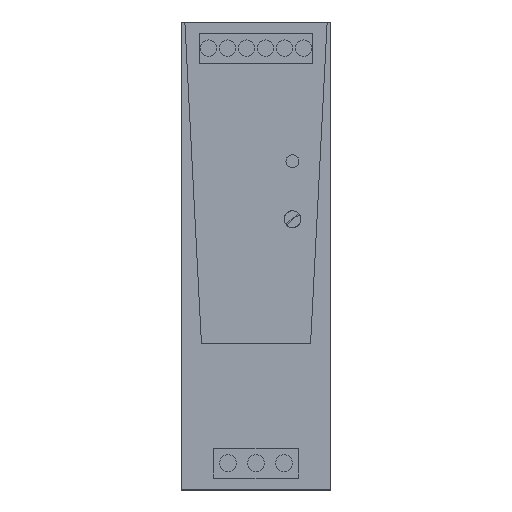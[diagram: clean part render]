
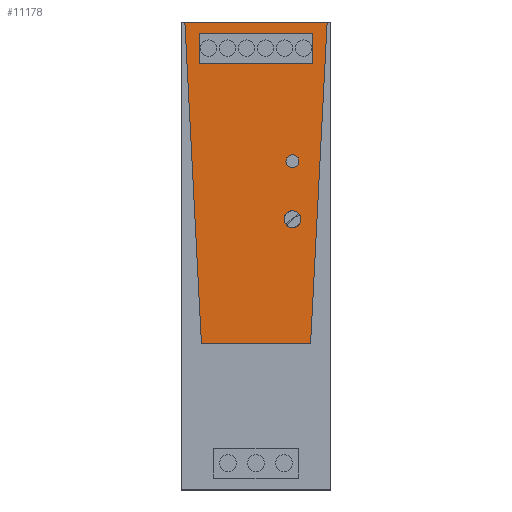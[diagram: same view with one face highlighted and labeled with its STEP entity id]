
A CAD part, top view. The second image highlights one B-rep face of the part: STEP entity #11178.
In plain terms, the highlighted planar face has unit normal (0, 0, 1).
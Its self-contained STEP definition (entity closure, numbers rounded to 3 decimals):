
#11072=AXIS2_PLACEMENT_3D('Plane Axis2P3D',#11069,#11070,#11071) ;
#11110=AXIS2_PLACEMENT_3D('Circle Axis2P3D',#11108,#11109,$) ;
#11119=AXIS2_PLACEMENT_3D('Circle Axis2P3D',#11117,#11118,$) ;
#11128=AXIS2_PLACEMENT_3D('Circle Axis2P3D',#11126,#11127,$) ;
#11137=AXIS2_PLACEMENT_3D('Circle Axis2P3D',#11135,#11136,$) ;
#11069=CARTESIAN_POINT('Axis2P3D Location',(20.,0.,109.)) ;
#11074=CARTESIAN_POINT('Line Origine',(20.,39.1,109.)) ;
#11078=CARTESIAN_POINT('Vertex',(5.4,39.1,109.)) ;
#11080=CARTESIAN_POINT('Vertex',(34.6,39.1,109.)) ;
#11083=CARTESIAN_POINT('Line Origine',(36.813,82.05,109.)) ;
#11087=CARTESIAN_POINT('Vertex',(39.026,125.,109.)) ;
#11090=CARTESIAN_POINT('Line Origine',(20.,125.,109.)) ;
#11094=CARTESIAN_POINT('Vertex',(0.974,125.,109.)) ;
#11097=CARTESIAN_POINT('Line Origine',(3.187,82.05,109.)) ;
#11108=CARTESIAN_POINT('Axis2P3D Location',(29.75,87.75,109.)) ;
#11112=CARTESIAN_POINT('Vertex',(31.5,87.75,109.)) ;
#11114=CARTESIAN_POINT('Vertex',(28.,87.75,109.)) ;
#11117=CARTESIAN_POINT('Axis2P3D Location',(29.75,87.75,109.)) ;
#11126=CARTESIAN_POINT('Axis2P3D Location',(29.75,72.25,109.)) ;
#11130=CARTESIAN_POINT('Vertex',(27.5,72.25,109.)) ;
#11132=CARTESIAN_POINT('Vertex',(32.,72.25,109.)) ;
#11135=CARTESIAN_POINT('Axis2P3D Location',(29.75,72.25,109.)) ;
#11144=CARTESIAN_POINT('Line Origine',(20.,122.,109.)) ;
#11148=CARTESIAN_POINT('Vertex',(35.24,122.,109.)) ;
#11150=CARTESIAN_POINT('Vertex',(4.76,122.,109.)) ;
#11153=CARTESIAN_POINT('Line Origine',(35.24,118.,109.)) ;
#11157=CARTESIAN_POINT('Vertex',(35.24,114.,109.)) ;
#11160=CARTESIAN_POINT('Line Origine',(20.,114.,109.)) ;
#11164=CARTESIAN_POINT('Vertex',(4.76,114.,109.)) ;
#11167=CARTESIAN_POINT('Line Origine',(4.76,118.,109.)) ;
#11070=DIRECTION('Axis2P3D Direction',(0.,0.,1.)) ;
#11071=DIRECTION('Axis2P3D XDirection',(1.,0.,0.)) ;
#11075=DIRECTION('Vector Direction',(1.,0.,0.)) ;
#11084=DIRECTION('Vector Direction',(-0.051,-0.999,0.)) ;
#11091=DIRECTION('Vector Direction',(-1.,0.,0.)) ;
#11098=DIRECTION('Vector Direction',(-0.051,0.999,0.)) ;
#11109=DIRECTION('Axis2P3D Direction',(0.,0.,1.)) ;
#11118=DIRECTION('Axis2P3D Direction',(0.,0.,1.)) ;
#11127=DIRECTION('Axis2P3D Direction',(0.,0.,1.)) ;
#11136=DIRECTION('Axis2P3D Direction',(0.,0.,1.)) ;
#11145=DIRECTION('Vector Direction',(-1.,0.,0.)) ;
#11154=DIRECTION('Vector Direction',(0.,-1.,0.)) ;
#11161=DIRECTION('Vector Direction',(-1.,0.,0.)) ;
#11168=DIRECTION('Vector Direction',(0.,-1.,0.)) ;
#11076=VECTOR('Line Direction',#11075,1.) ;
#11085=VECTOR('Line Direction',#11084,1.) ;
#11092=VECTOR('Line Direction',#11091,1.) ;
#11099=VECTOR('Line Direction',#11098,1.) ;
#11146=VECTOR('Line Direction',#11145,1.) ;
#11155=VECTOR('Line Direction',#11154,1.) ;
#11162=VECTOR('Line Direction',#11161,1.) ;
#11169=VECTOR('Line Direction',#11168,1.) ;
#11103=ORIENTED_EDGE('',*,*,#11082,.T.) ;
#11104=ORIENTED_EDGE('',*,*,#11089,.F.) ;
#11105=ORIENTED_EDGE('',*,*,#11096,.T.) ;
#11106=ORIENTED_EDGE('',*,*,#11101,.F.) ;
#11123=ORIENTED_EDGE('',*,*,#11116,.F.) ;
#11124=ORIENTED_EDGE('',*,*,#11121,.F.) ;
#11141=ORIENTED_EDGE('',*,*,#11134,.F.) ;
#11142=ORIENTED_EDGE('',*,*,#11139,.F.) ;
#11173=ORIENTED_EDGE('',*,*,#11152,.F.) ;
#11174=ORIENTED_EDGE('',*,*,#11159,.T.) ;
#11175=ORIENTED_EDGE('',*,*,#11166,.T.) ;
#11176=ORIENTED_EDGE('',*,*,#11171,.F.) ;
#11125=FACE_BOUND('',#11122,.T.) ;
#11143=FACE_BOUND('',#11140,.T.) ;
#11177=FACE_BOUND('',#11172,.T.) ;
#11178=ADVANCED_FACE('AUFDRUCK_ORANGE',(#11107,#11125,#11143,#11177),#11073,.T.) ;
#11111=CIRCLE('generated circle',#11110,1.75) ;
#11120=CIRCLE('generated circle',#11119,1.75) ;
#11129=CIRCLE('generated circle',#11128,2.25) ;
#11138=CIRCLE('generated circle',#11137,2.25) ;
#11082=EDGE_CURVE('',#11079,#11081,#11077,.T.) ;
#11089=EDGE_CURVE('',#11088,#11081,#11086,.T.) ;
#11096=EDGE_CURVE('',#11088,#11095,#11093,.T.) ;
#11101=EDGE_CURVE('',#11079,#11095,#11100,.T.) ;
#11116=EDGE_CURVE('',#11113,#11115,#11111,.T.) ;
#11121=EDGE_CURVE('',#11115,#11113,#11120,.T.) ;
#11134=EDGE_CURVE('',#11131,#11133,#11129,.T.) ;
#11139=EDGE_CURVE('',#11133,#11131,#11138,.T.) ;
#11152=EDGE_CURVE('',#11149,#11151,#11147,.T.) ;
#11159=EDGE_CURVE('',#11149,#11158,#11156,.T.) ;
#11166=EDGE_CURVE('',#11158,#11165,#11163,.T.) ;
#11171=EDGE_CURVE('',#11151,#11165,#11170,.T.) ;
#11102=EDGE_LOOP('',(#11103,#11104,#11105,#11106)) ;
#11122=EDGE_LOOP('',(#11123,#11124)) ;
#11140=EDGE_LOOP('',(#11141,#11142)) ;
#11172=EDGE_LOOP('',(#11173,#11174,#11175,#11176)) ;
#11107=FACE_OUTER_BOUND('',#11102,.T.) ;
#11077=LINE('Line',#11074,#11076) ;
#11086=LINE('Line',#11083,#11085) ;
#11093=LINE('Line',#11090,#11092) ;
#11100=LINE('Line',#11097,#11099) ;
#11147=LINE('Line',#11144,#11146) ;
#11156=LINE('Line',#11153,#11155) ;
#11163=LINE('Line',#11160,#11162) ;
#11170=LINE('Line',#11167,#11169) ;
#11073=PLANE('',#11072) ;
#11079=VERTEX_POINT('',#11078) ;
#11081=VERTEX_POINT('',#11080) ;
#11088=VERTEX_POINT('',#11087) ;
#11095=VERTEX_POINT('',#11094) ;
#11113=VERTEX_POINT('',#11112) ;
#11115=VERTEX_POINT('',#11114) ;
#11131=VERTEX_POINT('',#11130) ;
#11133=VERTEX_POINT('',#11132) ;
#11149=VERTEX_POINT('',#11148) ;
#11151=VERTEX_POINT('',#11150) ;
#11158=VERTEX_POINT('',#11157) ;
#11165=VERTEX_POINT('',#11164) ;
